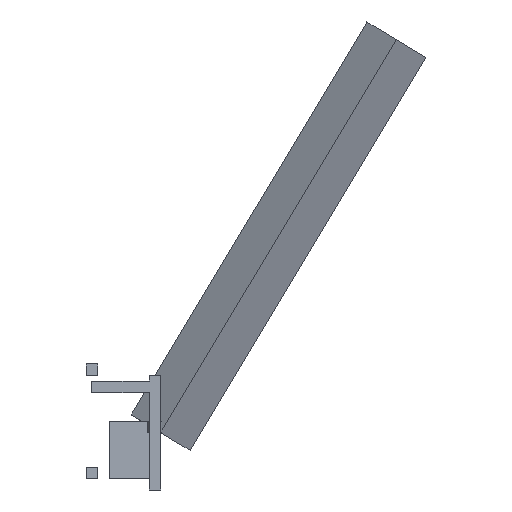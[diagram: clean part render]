
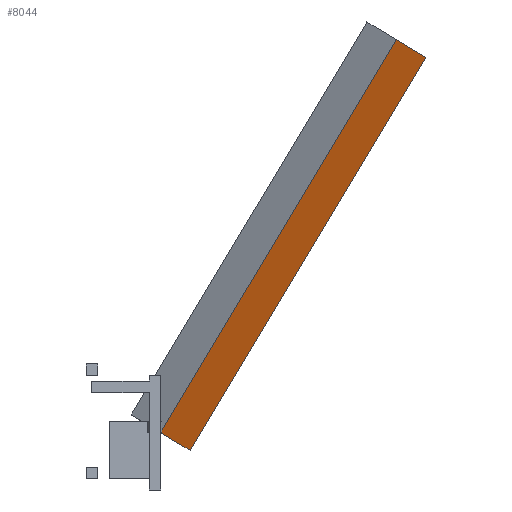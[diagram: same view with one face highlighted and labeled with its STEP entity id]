
A CAD part, left-side view. The second image highlights one B-rep face of the part: STEP entity #8044.
In plain terms, the highlighted planar face has unit normal (-0.707, -0.606, -0.364).
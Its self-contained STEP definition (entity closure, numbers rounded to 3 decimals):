
#5951 = VERTEX_POINT('',#5952);
#5952 = CARTESIAN_POINT('',(-15.,-15.,25.));
#5965 = PLANE('',#5966);
#5966 = AXIS2_PLACEMENT_3D('',#5967,#5968,#5969);
#5967 = CARTESIAN_POINT('',(0.,-2.138,
    32.717));
#5968 = DIRECTION('',(0.707,-0.606,-0.364));
#5969 = DIRECTION('',(-0.707,-0.606,-0.364));
#5989 = PLANE('',#5990);
#5990 = AXIS2_PLACEMENT_3D('',#5991,#5992,#5993);
#5991 = CARTESIAN_POINT('',(0.,-15.,25.));
#5992 = DIRECTION('',(0.,-0.514,0.857));
#5993 = DIRECTION('',(1.,0.,0.));
#7098 = PLANE('',#7099);
#7099 = AXIS2_PLACEMENT_3D('',#7100,#7101,#7102);
#7100 = CARTESIAN_POINT('',(0.,-27.862,
    17.283));
#7101 = DIRECTION('',(-0.707,0.606,0.364));
#7102 = DIRECTION('',(0.707,0.606,0.364));
#7126 = PLANE('',#7127);
#7127 = AXIS2_PLACEMENT_3D('',#7128,#7129,#7130);
#7128 = CARTESIAN_POINT('',(0.,-117.899,196.499));
#7129 = DIRECTION('',(0.,-0.514,0.857));
#7130 = DIRECTION('',(1.,0.,0.));
#7164 = VERTEX_POINT('',#7165);
#7165 = CARTESIAN_POINT('',(0.,-27.862,
    17.283));
#7191 = EDGE_CURVE('',#5951,#7164,#7192,.T.);
#7192 = SURFACE_CURVE('',#7193,(#7197,#7204),.PCURVE_S1.);
#7193 = LINE('',#7194,#7195);
#7194 = CARTESIAN_POINT('',(-15.,-15.,25.));
#7195 = VECTOR('',#7196,1.);
#7196 = DIRECTION('',(0.707,-0.606,-0.364));
#7197 = PCURVE('',#5989,#7198);
#7198 = DEFINITIONAL_REPRESENTATION('',(#7199),#7203);
#7199 = LINE('',#7200,#7201);
#7200 = CARTESIAN_POINT('',(-15.,0.));
#7201 = VECTOR('',#7202,1.);
#7202 = DIRECTION('',(0.707,-0.707));
#7203 = ( GEOMETRIC_REPRESENTATION_CONTEXT(2) 
PARAMETRIC_REPRESENTATION_CONTEXT() REPRESENTATION_CONTEXT('2D SPACE',''
  ) );
#7204 = PCURVE('',#7205,#7210);
#7205 = PLANE('',#7206);
#7206 = AXIS2_PLACEMENT_3D('',#7207,#7208,#7209);
#7207 = CARTESIAN_POINT('',(-15.,-15.,25.));
#7208 = DIRECTION('',(0.707,0.606,0.364));
#7209 = DIRECTION('',(0.707,-0.606,-0.364));
#7210 = DEFINITIONAL_REPRESENTATION('',(#7211),#7215);
#7211 = LINE('',#7212,#7213);
#7212 = CARTESIAN_POINT('',(0.,0.));
#7213 = VECTOR('',#7214,1.);
#7214 = DIRECTION('',(1.,0.));
#7215 = ( GEOMETRIC_REPRESENTATION_CONTEXT(2) 
PARAMETRIC_REPRESENTATION_CONTEXT() REPRESENTATION_CONTEXT('2D SPACE',''
  ) );
#7223 = VERTEX_POINT('',#7224);
#7224 = CARTESIAN_POINT('',(-15.,-117.899,196.499));
#7245 = EDGE_CURVE('',#5951,#7223,#7246,.T.);
#7246 = SURFACE_CURVE('',#7247,(#7251,#7258),.PCURVE_S1.);
#7247 = LINE('',#7248,#7249);
#7248 = CARTESIAN_POINT('',(-15.,-15.,25.));
#7249 = VECTOR('',#7250,1.);
#7250 = DIRECTION('',(0.,-0.514,0.857));
#7251 = PCURVE('',#5965,#7252);
#7252 = DEFINITIONAL_REPRESENTATION('',(#7253),#7257);
#7253 = LINE('',#7254,#7255);
#7254 = CARTESIAN_POINT('',(21.213,0.));
#7255 = VECTOR('',#7256,1.);
#7256 = DIRECTION('',(0.,-1.));
#7257 = ( GEOMETRIC_REPRESENTATION_CONTEXT(2) 
PARAMETRIC_REPRESENTATION_CONTEXT() REPRESENTATION_CONTEXT('2D SPACE',''
  ) );
#7258 = PCURVE('',#7205,#7259);
#7259 = DEFINITIONAL_REPRESENTATION('',(#7260),#7264);
#7260 = LINE('',#7261,#7262);
#7261 = CARTESIAN_POINT('',(0.,0.));
#7262 = VECTOR('',#7263,1.);
#7263 = DIRECTION('',(0.,-1.));
#7264 = ( GEOMETRIC_REPRESENTATION_CONTEXT(2) 
PARAMETRIC_REPRESENTATION_CONTEXT() REPRESENTATION_CONTEXT('2D SPACE',''
  ) );
#7974 = EDGE_CURVE('',#7223,#7975,#7977,.T.);
#7975 = VERTEX_POINT('',#7976);
#7976 = CARTESIAN_POINT('',(0.,-130.762,
    188.781));
#7977 = SURFACE_CURVE('',#7978,(#7982,#7989),.PCURVE_S1.);
#7978 = LINE('',#7979,#7980);
#7979 = CARTESIAN_POINT('',(-15.,-117.899,196.499));
#7980 = VECTOR('',#7981,1.);
#7981 = DIRECTION('',(0.707,-0.606,-0.364));
#7982 = PCURVE('',#7126,#7983);
#7983 = DEFINITIONAL_REPRESENTATION('',(#7984),#7988);
#7984 = LINE('',#7985,#7986);
#7985 = CARTESIAN_POINT('',(-15.,0.));
#7986 = VECTOR('',#7987,1.);
#7987 = DIRECTION('',(0.707,-0.707));
#7988 = ( GEOMETRIC_REPRESENTATION_CONTEXT(2) 
PARAMETRIC_REPRESENTATION_CONTEXT() REPRESENTATION_CONTEXT('2D SPACE',''
  ) );
#7989 = PCURVE('',#7205,#7990);
#7990 = DEFINITIONAL_REPRESENTATION('',(#7991),#7995);
#7991 = LINE('',#7992,#7993);
#7992 = CARTESIAN_POINT('',(0.,-200.));
#7993 = VECTOR('',#7994,1.);
#7994 = DIRECTION('',(1.,0.));
#7995 = ( GEOMETRIC_REPRESENTATION_CONTEXT(2) 
PARAMETRIC_REPRESENTATION_CONTEXT() REPRESENTATION_CONTEXT('2D SPACE',''
  ) );
#8021 = EDGE_CURVE('',#7164,#7975,#8022,.T.);
#8022 = SURFACE_CURVE('',#8023,(#8027,#8034),.PCURVE_S1.);
#8023 = LINE('',#8024,#8025);
#8024 = CARTESIAN_POINT('',(0.,-27.862,
    17.283));
#8025 = VECTOR('',#8026,1.);
#8026 = DIRECTION('',(0.,-0.514,0.857));
#8027 = PCURVE('',#7098,#8028);
#8028 = DEFINITIONAL_REPRESENTATION('',(#8029),#8033);
#8029 = LINE('',#8030,#8031);
#8030 = CARTESIAN_POINT('',(0.,0.));
#8031 = VECTOR('',#8032,1.);
#8032 = DIRECTION('',(0.,-1.));
#8033 = ( GEOMETRIC_REPRESENTATION_CONTEXT(2) 
PARAMETRIC_REPRESENTATION_CONTEXT() REPRESENTATION_CONTEXT('2D SPACE',''
  ) );
#8034 = PCURVE('',#7205,#8035);
#8035 = DEFINITIONAL_REPRESENTATION('',(#8036),#8040);
#8036 = LINE('',#8037,#8038);
#8037 = CARTESIAN_POINT('',(21.213,0.));
#8038 = VECTOR('',#8039,1.);
#8039 = DIRECTION('',(0.,-1.));
#8040 = ( GEOMETRIC_REPRESENTATION_CONTEXT(2) 
PARAMETRIC_REPRESENTATION_CONTEXT() REPRESENTATION_CONTEXT('2D SPACE',''
  ) );
#8044 = ADVANCED_FACE('',(#8045),#7205,.F.);
#8045 = FACE_BOUND('',#8046,.F.);
#8046 = EDGE_LOOP('',(#8047,#8048,#8049,#8050));
#8047 = ORIENTED_EDGE('',*,*,#7245,.T.);
#8048 = ORIENTED_EDGE('',*,*,#7974,.T.);
#8049 = ORIENTED_EDGE('',*,*,#8021,.F.);
#8050 = ORIENTED_EDGE('',*,*,#7191,.F.);
